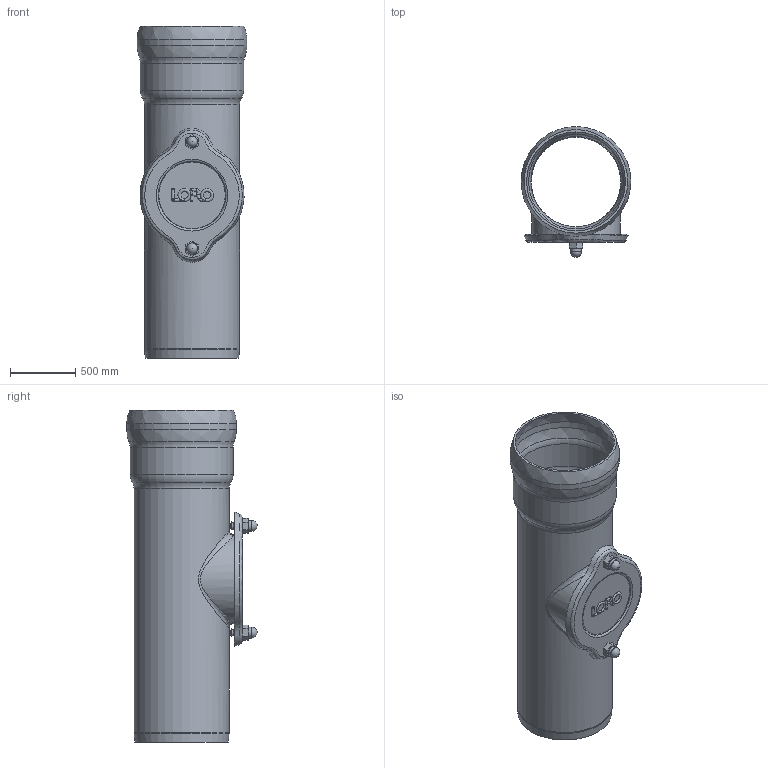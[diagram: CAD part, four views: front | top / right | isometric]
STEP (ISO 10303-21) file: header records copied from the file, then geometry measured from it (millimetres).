
FILE_DESCRIPTION(/* description */ (''),/* implementation_level */ '2;1');
FILE_NAME(/* name */ '00550.070X_3D.stp',/* time_stamp */ '2024-12-11T12:57:16+01:00',/* author */ ('CAD'),/* organization */ (''),/* preprocessor_version */ 'ST-DEVELOPER v20',/* originating_system */ 'AutoCAD Mechanical',/* authorisation */ '');
FILE_SCHEMA (('AUTOMOTIVE_DESIGN { 1 0 10303 214 3 1 1 }'));
Length unit declared in the file: centimetre
Products named in the file (2): Product; *S0
Assembly tree (1 placements, depth 2):
  Product
    *S0
Bounding box: 842 x 1002 x 2549.97 mm (x, y, z)
Volume: 109461395.4 mm3; surface area: 13761813.3 mm2
Topology: 8 solids, 8 shells, 148 faces, 360 edges, 227 vertices
Faces by surface type: cone 41, plane 39, cylinder 29, torus 17, bspline 15, sphere 7
Full cylindrical faces by diameter (mm): 49.17 x2, 70 x2, 73 x2, 83 x2, 560 x1, 645 x1, 677 x1, 698 x1, 730 x1, 740 x1, 760 x1, 792 x1, 842 x1
Entity records: 20494 total; most frequent: CARTESIAN_POINT 17015, DIRECTION 725, ORIENTED_EDGE 710, EDGE_CURVE 355, AXIS2_PLACEMENT_3D 314, VERTEX_POINT 227, CIRCLE 173, EDGE_LOOP 168
